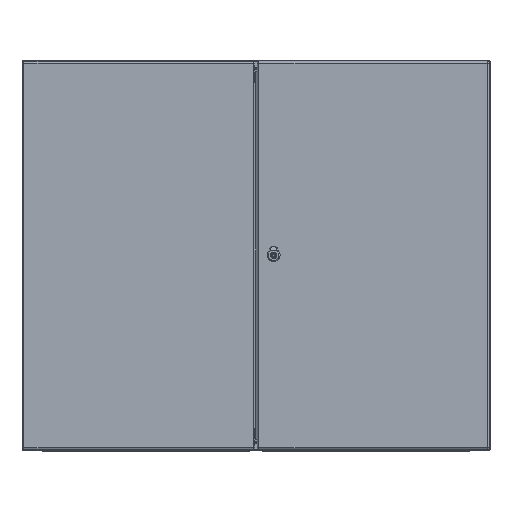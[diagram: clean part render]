
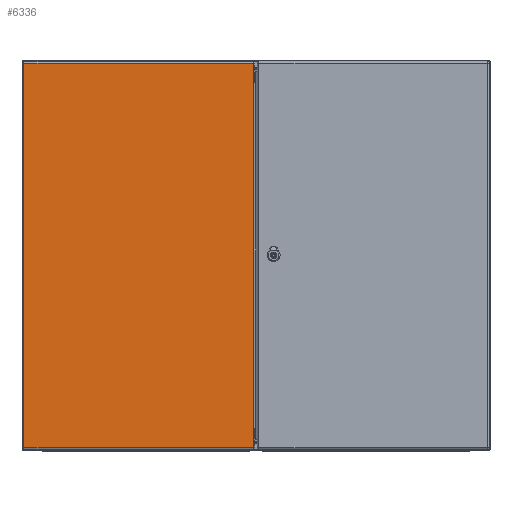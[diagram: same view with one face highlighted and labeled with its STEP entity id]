
A CAD part, top view. The second image highlights one B-rep face of the part: STEP entity #6336.
In plain terms, the highlighted face is planar.
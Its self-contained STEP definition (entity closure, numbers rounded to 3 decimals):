
#6336=ADVANCED_FACE('',(#7745),#6973,.F.);
#6973=PLANE('',#24414);
#7745=FACE_OUTER_BOUND('',#9131,.T.);
#9131=EDGE_LOOP('',(#13745,#13746,#13747,#13748));
#13745=ORIENTED_EDGE('',*,*,#19455,.T.);
#13746=ORIENTED_EDGE('',*,*,#19456,.T.);
#13747=ORIENTED_EDGE('',*,*,#19457,.T.);
#13748=ORIENTED_EDGE('',*,*,#19458,.T.);
#16874=VERTEX_POINT('',#40742);
#16875=VERTEX_POINT('',#40743);
#16876=VERTEX_POINT('',#40745);
#16877=VERTEX_POINT('',#40747);
#19455=EDGE_CURVE('',#16874,#16875,#21105,.T.);
#19456=EDGE_CURVE('',#16875,#16876,#21106,.T.);
#19457=EDGE_CURVE('',#16876,#16877,#21107,.T.);
#19458=EDGE_CURVE('',#16877,#16874,#21108,.T.);
#21105=LINE('',#40741,#22383);
#21106=LINE('',#40744,#22384);
#21107=LINE('',#40746,#22385);
#21108=LINE('',#40748,#22386);
#22383=VECTOR('',#29262,1.);
#22384=VECTOR('',#29263,1.);
#22385=VECTOR('',#29264,1.);
#22386=VECTOR('',#29265,1.);
#24414=AXIS2_PLACEMENT_3D('',#40749,#29266,#29267);
#29262=DIRECTION('',(-1.,0.,0.));
#29263=DIRECTION('',(0.,1.,0.));
#29264=DIRECTION('',(1.,0.,0.));
#29265=DIRECTION('',(0.,-1.,0.));
#29266=DIRECTION('',(0.,0.,1.));
#29267=DIRECTION('',(1.,0.,0.));
#40741=CARTESIAN_POINT('',(0.,-493.5,0.));
#40742=CARTESIAN_POINT('',(294.,-493.5,0.));
#40743=CARTESIAN_POINT('',(-294.,-493.5,0.));
#40744=CARTESIAN_POINT('',(-294.,0.,0.));
#40745=CARTESIAN_POINT('',(-294.,493.5,0.));
#40746=CARTESIAN_POINT('',(0.,493.5,0.));
#40747=CARTESIAN_POINT('',(294.,493.5,0.));
#40748=CARTESIAN_POINT('',(294.,0.,0.));
#40749=CARTESIAN_POINT('',(0.,0.,0.));
